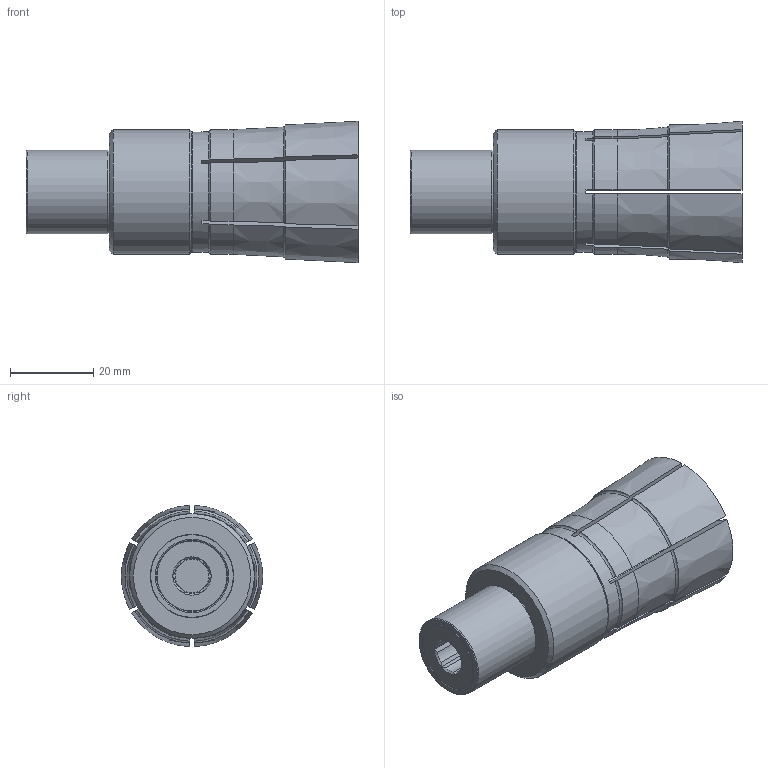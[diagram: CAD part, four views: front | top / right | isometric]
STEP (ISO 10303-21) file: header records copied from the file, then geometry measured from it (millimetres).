
FILE_DESCRIPTION(/* description */ ('STEP AP214'),/* implementation_level */ '2;1');
FILE_NAME(/* name */ '1354110_EAMH-145-25-C34-P',/* time_stamp */ '2024-08-26T22:16:22+02:00',/* author */ ('License CC BY-ND 4.0'),/* organization */ ('CADENAS'),/* preprocessor_version */ 'ST-DEVELOPER v19.3',/* originating_system */ 'PARTsolutions',/* authorisation */ ' ');
FILE_SCHEMA (('AUTOMOTIVE_DESIGN {1 0 10303 214 3 1 1}'));
Length unit declared in the file: millimetre
Products named in the file (1): 1354110 EAMH-145-25-C34-P
Bounding box: 79.8 x 34 x 33.99 mm (x, y, z)
Volume: 27865 mm3; surface area: 13648.6 mm2
Topology: 1 solids, 1 shells, 105 faces, 286 edges, 188 vertices
Faces by surface type: plane 49, cone 23, cylinder 19, torus 14
Full cylindrical faces by diameter (mm): 8 x1, 17 x1, 20 x1, 25 x1, 25.4 x1, 29 x1, 30 x1
Entity records: 3334 total; most frequent: CARTESIAN_POINT 742, ORIENTED_EDGE 540, DIRECTION 518, EDGE_CURVE 270, AXIS2_PLACEMENT_3D 202, VERTEX_POINT 186, EDGE_LOOP 124, FACE_BOUND 124
